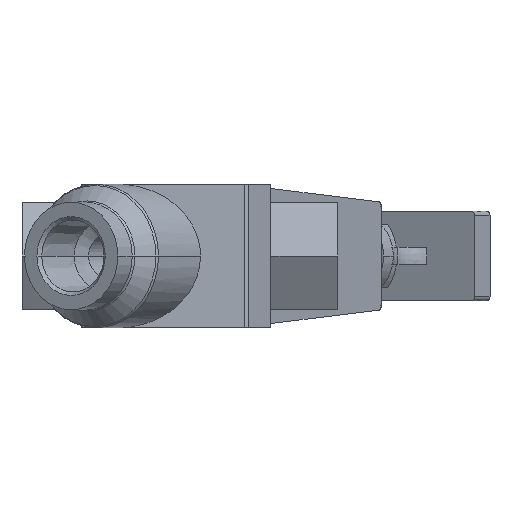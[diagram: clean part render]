
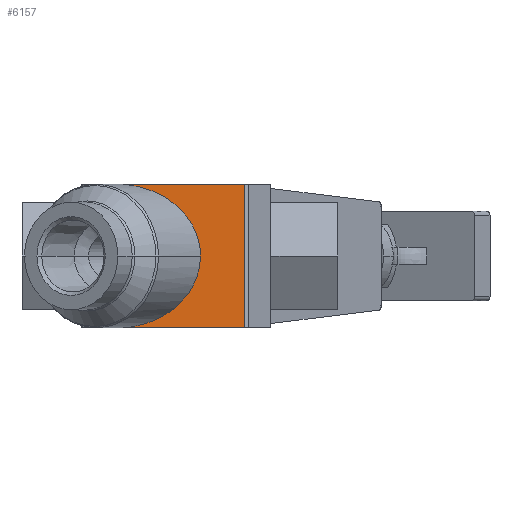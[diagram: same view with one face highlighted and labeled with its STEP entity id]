
A CAD part, front view. The second image highlights one B-rep face of the part: STEP entity #6157.
In plain terms, the highlighted planar face has unit normal (0, -1, 0).
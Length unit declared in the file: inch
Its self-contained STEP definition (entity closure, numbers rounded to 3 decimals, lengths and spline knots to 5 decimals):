
#66 = B_SPLINE_CURVE_WITH_KNOTS ( 'NONE', 3,
 ( #5902, #737, #2307, #2807, #6421, #3321, #255, #3838, #779, #4365, #1308, #4884, #1827, #5394, #2326, #5931, #2829, #6445 ),
 .UNSPECIFIED., .F., .F.,
 ( 4, 2, 2, 2, 2, 2, 2, 2, 4 ),
 ( 0., 0.375, 0.75, 1.125, 1.5, 1.875, 2.25, 2.625, 3. ),
 .UNSPECIFIED. ) ;
#112 = VERTEX_POINT ( 'NONE', #5909 ) ;
#200 = DIRECTION ( 'NONE',  ( 0., 1., 0. ) ) ;
#212 = CARTESIAN_POINT ( 'NONE',  ( -0.30692, -1.5, -0.87719 ) ) ;
#255 = CARTESIAN_POINT ( 'NONE',  ( -0.24326, -1.5, 0.84455 ) ) ;
#477 = ORIENTED_EDGE ( 'NONE', *, *, #2431, .T. ) ;
#581 = VECTOR ( 'NONE', #5074, 39.37008 ) ;
#588 = LINE ( 'NONE', #4206, #1812 ) ;
#600 = ORIENTED_EDGE ( 'NONE', *, *, #5354, .F. ) ;
#704 = CARTESIAN_POINT ( 'NONE',  ( 0.28868, -1.5, -0.05642 ) ) ;
#729 = CARTESIAN_POINT ( 'NONE',  ( -0.50471, -1.5, -0.95167 ) ) ;
#737 = CARTESIAN_POINT ( 'NONE',  ( -0.70507, -1.5, 0.99184 ) ) ;
#779 = CARTESIAN_POINT ( 'NONE',  ( -0.06708, -1.5, 0.72491 ) ) ;
#813 = CARTESIAN_POINT ( 'NONE',  ( -0.77, -1.5, 0.99654 ) ) ;
#1230 = CARTESIAN_POINT ( 'NONE',  ( 0.25911, -1.5, -0.23269 ) ) ;
#1254 = CARTESIAN_POINT ( 'NONE',  ( -0.70507, -1.5, -0.99184 ) ) ;
#1290 = CARTESIAN_POINT ( 'NONE',  ( -0.77, -1.5, -1. ) ) ;
#1308 = CARTESIAN_POINT ( 'NONE',  ( 0.07994, -1.5, 0.57707 ) ) ;
#1322 = AXIS2_PLACEMENT_3D ( 'NONE', #3259, #200, #3766 ) ;
#1377 = ORIENTED_EDGE ( 'NONE', *, *, #5134, .T. ) ;
#1630 = B_SPLINE_CURVE_WITH_KNOTS ( 'NONE', 3,
 ( #3247, #704, #4283, #1230, #4800, #1747, #5321, #2245, #5845, #2749, #6369, #3265, #212, #3778, #729, #4309, #1254, #4822 ),
 .UNSPECIFIED., .F., .F.,
 ( 4, 2, 2, 2, 2, 2, 2, 2, 4 ),
 ( 0., 0.375, 0.75, 1.125, 1.5, 1.875, 2.25, 2.625, 3. ),
 .UNSPECIFIED. ) ;
#1664 = CARTESIAN_POINT ( 'NONE',  ( 0.28868, -1.5, 0. ) ) ;
#1678 = DIRECTION ( 'NONE',  ( 0., 0., -1. ) ) ;
#1710 = PLANE ( 'NONE',  #1322 ) ;
#1747 = CARTESIAN_POINT ( 'NONE',  ( 0.18986, -1.5, -0.40958 ) ) ;
#1812 = VECTOR ( 'NONE', #1678, 39.37008 ) ;
#1827 = CARTESIAN_POINT ( 'NONE',  ( 0.18986, -1.5, 0.40958 ) ) ;
#1964 = LINE ( 'NONE', #3010, #581 ) ;
#2232 = LINE ( 'NONE', #1290, #4799 ) ;
#2245 = CARTESIAN_POINT ( 'NONE',  ( 0.07994, -1.5, -0.57707 ) ) ;
#2307 = CARTESIAN_POINT ( 'NONE',  ( -0.63843, -1.5, 0.98221 ) ) ;
#2326 = CARTESIAN_POINT ( 'NONE',  ( 0.25911, -1.5, 0.23269 ) ) ;
#2431 = EDGE_CURVE ( 'NONE', #5695, #112, #588, .T. ) ;
#2554 = EDGE_CURVE ( 'NONE', #4352, #6296, #1964, .T. ) ;
#2735 = ORIENTED_EDGE ( 'NONE', *, *, #2927, .F. ) ;
#2749 = CARTESIAN_POINT ( 'NONE',  ( -0.06708, -1.5, -0.72491 ) ) ;
#2807 = CARTESIAN_POINT ( 'NONE',  ( -0.50471, -1.5, 0.95167 ) ) ;
#2829 = CARTESIAN_POINT ( 'NONE',  ( 0.28868, -1.5, 0.05642 ) ) ;
#2927 = EDGE_CURVE ( 'NONE', #4352, #5411, #4780, .T. ) ;
#2971 = ORIENTED_EDGE ( 'NONE', *, *, #2988, .T. ) ;
#2987 = CARTESIAN_POINT ( 'NONE',  ( 0.90536, -1.5, -1. ) ) ;
#2988 = EDGE_CURVE ( 'NONE', #6296, #6622, #66, .T. ) ;
#2996 = LINE ( 'NONE', #6636, #5397 ) ;
#3010 = CARTESIAN_POINT ( 'NONE',  ( -0.77, -1.5, 1. ) ) ;
#3125 = EDGE_CURVE ( 'NONE', #6622, #5695, #1630, .T. ) ;
#3247 = CARTESIAN_POINT ( 'NONE',  ( 0.28868, -1.5, 0. ) ) ;
#3259 = CARTESIAN_POINT ( 'NONE',  ( -0.77, -1.5, 1. ) ) ;
#3265 = CARTESIAN_POINT ( 'NONE',  ( -0.24326, -1.5, -0.84455 ) ) ;
#3321 = CARTESIAN_POINT ( 'NONE',  ( -0.30692, -1.5, 0.87719 ) ) ;
#3631 = ORIENTED_EDGE ( 'NONE', *, *, #3125, .T. ) ;
#3766 = DIRECTION ( 'NONE',  ( 0., 0., 1. ) ) ;
#3778 = CARTESIAN_POINT ( 'NONE',  ( -0.43765, -1.5, -0.93075 ) ) ;
#3838 = CARTESIAN_POINT ( 'NONE',  ( -0.12333, -1.5, 0.76841 ) ) ;
#3866 = VERTEX_POINT ( 'NONE', #2987 ) ;
#3989 = EDGE_LOOP ( 'NONE', ( #6228, #2971, #3631, #477, #1377, #600, #2735 ) ) ;
#4206 = CARTESIAN_POINT ( 'NONE',  ( -0.77, -1.5, 1. ) ) ;
#4283 = CARTESIAN_POINT ( 'NONE',  ( 0.28313, -1.5, -0.11474 ) ) ;
#4309 = CARTESIAN_POINT ( 'NONE',  ( -0.63843, -1.5, -0.98221 ) ) ;
#4352 = VERTEX_POINT ( 'NONE', #4934 ) ;
#4365 = CARTESIAN_POINT ( 'NONE',  ( 0.03457, -1.5, 0.62923 ) ) ;
#4780 = LINE ( 'NONE', #5329, #6156 ) ;
#4800 = CARTESIAN_POINT ( 'NONE',  ( 0.24061, -1.5, -0.2923 ) ) ;
#4799 = VECTOR ( 'NONE', #6444, 39.37008 ) ;
#4822 = CARTESIAN_POINT ( 'NONE',  ( -0.77, -1.5, -0.99654 ) ) ;
#4878 = CARTESIAN_POINT ( 'NONE',  ( -0.77, -1.5, -0.99654 ) ) ;
#4884 = CARTESIAN_POINT ( 'NONE',  ( 0.15759, -1.5, 0.46723 ) ) ;
#4934 = CARTESIAN_POINT ( 'NONE',  ( -0.77, -1.5, 1. ) ) ;
#5074 = DIRECTION ( 'NONE',  ( 0., 0., -1. ) ) ;
#5134 = EDGE_CURVE ( 'NONE', #112, #3866, #2232, .T. ) ;
#5321 = CARTESIAN_POINT ( 'NONE',  ( 0.15759, -1.5, -0.46723 ) ) ;
#5329 = CARTESIAN_POINT ( 'NONE',  ( -0.77, -1.5, 1. ) ) ;
#5354 = EDGE_CURVE ( 'NONE', #5411, #3866, #2996, .T. ) ;
#5394 = CARTESIAN_POINT ( 'NONE',  ( 0.24061, -1.5, 0.2923 ) ) ;
#5397 = VECTOR ( 'NONE', #6119, 39.37008 ) ;
#5411 = VERTEX_POINT ( 'NONE', #6655 ) ;
#5695 = VERTEX_POINT ( 'NONE', #4878 ) ;
#5845 = CARTESIAN_POINT ( 'NONE',  ( 0.03457, -1.5, -0.62923 ) ) ;
#5855 = DIRECTION ( 'NONE',  ( 1., 0., 0. ) ) ;
#5902 = CARTESIAN_POINT ( 'NONE',  ( -0.77, -1.5, 0.99654 ) ) ;
#5909 = CARTESIAN_POINT ( 'NONE',  ( -0.77, -1.5, -1. ) ) ;
#5931 = CARTESIAN_POINT ( 'NONE',  ( 0.28313, -1.5, 0.11474 ) ) ;
#6119 = DIRECTION ( 'NONE',  ( 0., 0., -1. ) ) ;
#6156 = VECTOR ( 'NONE', #5855, 39.37008 ) ;
#6157 = ADVANCED_FACE ( 'NONE', ( #6363 ), #1710, .F. ) ;
#6228 = ORIENTED_EDGE ( 'NONE', *, *, #2554, .T. ) ;
#6296 = VERTEX_POINT ( 'NONE', #813 ) ;
#6363 = FACE_OUTER_BOUND ( 'NONE', #3989, .T. ) ;
#6369 = CARTESIAN_POINT ( 'NONE',  ( -0.12333, -1.5, -0.76841 ) ) ;
#6421 = CARTESIAN_POINT ( 'NONE',  ( -0.43765, -1.5, 0.93075 ) ) ;
#6444 = DIRECTION ( 'NONE',  ( 1., 0., 0. ) ) ;
#6445 = CARTESIAN_POINT ( 'NONE',  ( 0.28868, -1.5, 0. ) ) ;
#6622 = VERTEX_POINT ( 'NONE', #1664 ) ;
#6636 = CARTESIAN_POINT ( 'NONE',  ( 0.90536, -1.5, 1. ) ) ;
#6655 = CARTESIAN_POINT ( 'NONE',  ( 0.90536, -1.5, 1. ) ) ;
